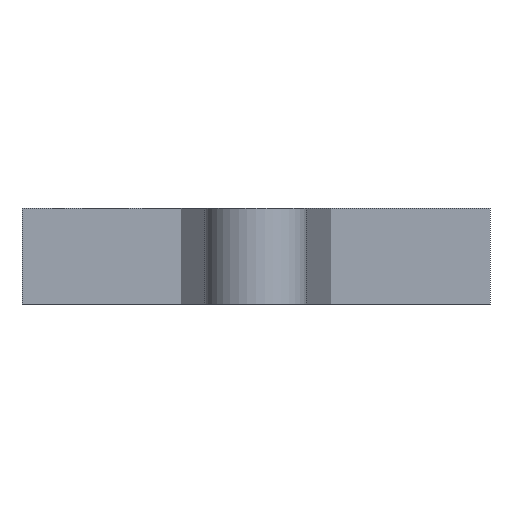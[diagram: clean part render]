
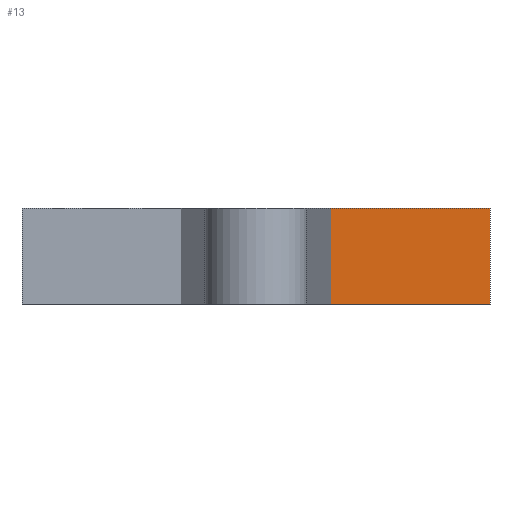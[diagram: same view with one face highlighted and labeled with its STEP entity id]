
A CAD part, front view. The second image highlights one B-rep face of the part: STEP entity #13.
In plain terms, the highlighted planar face has unit normal (0, -1, 0).
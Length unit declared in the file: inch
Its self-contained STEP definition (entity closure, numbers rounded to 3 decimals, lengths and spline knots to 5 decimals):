
#1 = ORIENTED_EDGE ( 'NONE', *, *, #339, .T. ) ;
#5 = EDGE_LOOP ( 'NONE', ( #1, #157, #159, #160 ) ) ;
#13 = ADVANCED_FACE ( 'NONE', ( #429 ), #428, .F. ) ;
#19 = EDGE_CURVE ( 'NONE', #232, #340, #397, .T. ) ;
#157 = ORIENTED_EDGE ( 'NONE', *, *, #158, .F. ) ;
#158 = EDGE_CURVE ( 'NONE', #235, #337, #820, .T. ) ;
#159 = ORIENTED_EDGE ( 'NONE', *, *, #234, .F. ) ;
#160 = ORIENTED_EDGE ( 'NONE', *, *, #19, .T. ) ;
#232 = VERTEX_POINT ( 'NONE', #733 ) ;
#234 = EDGE_CURVE ( 'NONE', #232, #235, #732, .T. ) ;
#235 = VERTEX_POINT ( 'NONE', #728 ) ;
#337 = VERTEX_POINT ( 'NONE', #1035 ) ;
#339 = EDGE_CURVE ( 'NONE', #340, #337, #1034, .T. ) ;
#340 = VERTEX_POINT ( 'NONE', #1030 ) ;
#394 = DIRECTION ( 'NONE',  ( 0., 0., -1. ) ) ;
#395 = VECTOR ( 'NONE', #394, 39.37008 ) ;
#396 = CARTESIAN_POINT ( 'NONE',  ( 0.025, 0.187, 0.032 ) ) ;
#397 = LINE ( 'NONE', #396, #395 ) ;
#428 = PLANE ( 'NONE',  #518 ) ;
#429 = FACE_OUTER_BOUND ( 'NONE', #5, .T. ) ;
#515 = DIRECTION ( 'NONE',  ( 0., 0., 1. ) ) ;
#516 = DIRECTION ( 'NONE',  ( 0., 1., 0. ) ) ;
#517 = CARTESIAN_POINT ( 'NONE',  ( 0.025, 0.187, 0.032 ) ) ;
#518 = AXIS2_PLACEMENT_3D ( 'NONE', #517, #516, #515 ) ;
#728 = CARTESIAN_POINT ( 'NONE',  ( 0.078, 0.187, 0.032 ) ) ;
#729 = DIRECTION ( 'NONE',  ( 1., 0., 0. ) ) ;
#730 = VECTOR ( 'NONE', #729, 39.37008 ) ;
#731 = CARTESIAN_POINT ( 'NONE',  ( 0.025, 0.187, 0.032 ) ) ;
#732 = LINE ( 'NONE', #731, #730 ) ;
#733 = CARTESIAN_POINT ( 'NONE',  ( 0.025, 0.187, 0.032 ) ) ;
#817 = DIRECTION ( 'NONE',  ( 0., 0., -1. ) ) ;
#818 = VECTOR ( 'NONE', #817, 39.37008 ) ;
#819 = CARTESIAN_POINT ( 'NONE',  ( 0.078, 0.187, 0.032 ) ) ;
#820 = LINE ( 'NONE', #819, #818 ) ;
#1030 = CARTESIAN_POINT ( 'NONE',  ( 0.025, 0.187, 0. ) ) ;
#1031 = DIRECTION ( 'NONE',  ( 1., 0., 0. ) ) ;
#1032 = VECTOR ( 'NONE', #1031, 39.37008 ) ;
#1033 = CARTESIAN_POINT ( 'NONE',  ( 0.025, 0.187, 0. ) ) ;
#1034 = LINE ( 'NONE', #1033, #1032 ) ;
#1035 = CARTESIAN_POINT ( 'NONE',  ( 0.078, 0.187, 0. ) ) ;
